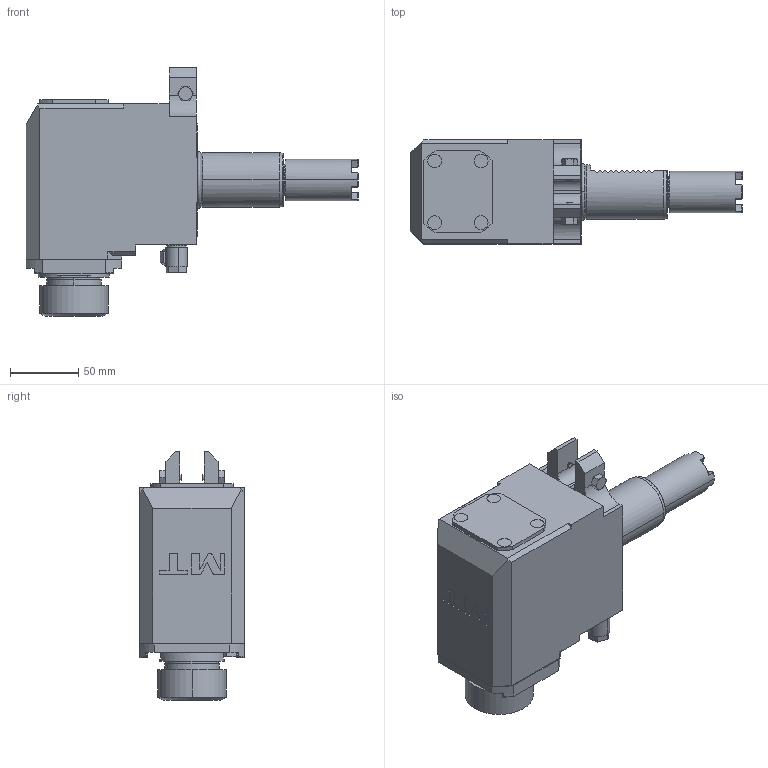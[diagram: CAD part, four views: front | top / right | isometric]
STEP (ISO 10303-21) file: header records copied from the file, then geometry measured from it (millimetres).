
FILE_DESCRIPTION((''),'2;1');
FILE_NAME('HAS0140132_CONF','2024-12-18T16:03:22',('fpalella'),('M.T. srl'),'CREO PARAMETRIC BY PTC INC, 2023352','CREO PARAMETRIC BY PTC INC, 2023352','');
FILE_SCHEMA(('CONFIG_CONTROL_DESIGN'));
Length unit declared in the file: millimetre
Products named in the file (1): HAS0140132_CONF
Bounding box: 242.55 x 76 x 181.66 mm (x, y, z)
Volume: 1240482.6 mm3; surface area: 101510.6 mm2
Topology: 1 solids, 1 shells, 397 faces, 1031 edges, 666 vertices
Faces by surface type: plane 216, cylinder 116, cone 50, torus 13, extrusion 2
Entity records: 13241 total; most frequent: CARTESIAN_POINT 3644, ORIENTED_EDGE 2062, DIRECTION 1899, EDGE_CURVE 1031, AXIS2_PLACEMENT_3D 687, VERTEX_POINT 666, VECTOR 525, LINE 523
